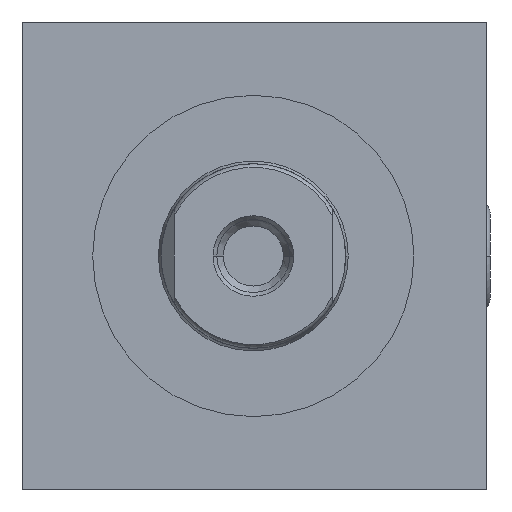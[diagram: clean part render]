
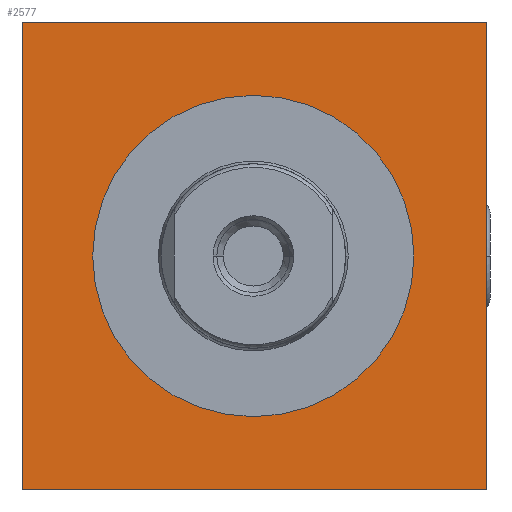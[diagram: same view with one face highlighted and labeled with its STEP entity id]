
A CAD part, left-side view. The second image highlights one B-rep face of the part: STEP entity #2577.
In plain terms, the highlighted planar face has unit normal (-1, 0, 0).
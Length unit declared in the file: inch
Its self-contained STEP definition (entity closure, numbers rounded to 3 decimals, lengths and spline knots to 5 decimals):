
#22=DIRECTION('',(0.,-1.,0.));
#23=VECTOR('',#22,1.99);
#24=CARTESIAN_POINT('',(0.,0.99,1.));
#25=LINE('',#24,#23);
#30=DIRECTION('',(0.,0.,-1.));
#31=VECTOR('',#30,2.);
#32=CARTESIAN_POINT('',(0.,-1.,1.));
#33=LINE('',#32,#31);
#37=DIRECTION('',(0.,1.,0.));
#38=VECTOR('',#37,1.99);
#39=CARTESIAN_POINT('',(0.,-1.,-1.));
#40=LINE('',#39,#38);
#44=DIRECTION('',(0.,0.,1.));
#45=VECTOR('',#44,2.);
#46=CARTESIAN_POINT('',(0.,0.99,-1.));
#47=LINE('',#46,#45);
#51=CARTESIAN_POINT('',(0.,0.,0.));
#52=DIRECTION('',(-1.,0.,0.));
#53=DIRECTION('',(0.,0.,1.));
#54=AXIS2_PLACEMENT_3D('',#51,#52,#53);
#59=CARTESIAN_POINT('',(0.,0.,0.));
#60=DIRECTION('',(-1.,0.,0.));
#61=DIRECTION('',(0.,0.,-1.));
#62=AXIS2_PLACEMENT_3D('',#59,#60,#61);
#2199=CARTESIAN_POINT('',(0.,0.99,1.));
#2200=CARTESIAN_POINT('',(0.,-1.,1.));
#2201=VERTEX_POINT('',#2199);
#2202=VERTEX_POINT('',#2200);
#2203=CARTESIAN_POINT('',(0.,-1.,-1.));
#2204=VERTEX_POINT('',#2203);
#2205=CARTESIAN_POINT('',(0.,0.99,-1.));
#2206=VERTEX_POINT('',#2205);
#2287=CARTESIAN_POINT('',(0.,0.,0.6875));
#2288=CARTESIAN_POINT('',(0.,0.,-0.6875));
#2289=VERTEX_POINT('',#2287);
#2290=VERTEX_POINT('',#2288);
#2556=CARTESIAN_POINT('',(0.,0.,0.));
#2557=DIRECTION('',(1.,0.,0.));
#2558=DIRECTION('',(0.,0.,-1.));
#2559=AXIS2_PLACEMENT_3D('',#2556,#2557,#2558);
#2560=PLANE('',#2559);
#2562=ORIENTED_EDGE('',*,*,#2561,.T.);
#2564=ORIENTED_EDGE('',*,*,#2563,.T.);
#2566=ORIENTED_EDGE('',*,*,#2565,.T.);
#2568=ORIENTED_EDGE('',*,*,#2567,.T.);
#2569=EDGE_LOOP('',(#2562,#2564,#2566,#2568));
#2570=FACE_OUTER_BOUND('',#2569,.F.);
#2572=ORIENTED_EDGE('',*,*,#2571,.T.);
#2574=ORIENTED_EDGE('',*,*,#2573,.T.);
#2575=EDGE_LOOP('',(#2572,#2574));
#2576=FACE_BOUND('',#2575,.F.);
#55=CIRCLE('',#54,0.6875);
#63=CIRCLE('',#62,0.6875);
#2561=EDGE_CURVE('',#2201,#2202,#25,.T.);
#2563=EDGE_CURVE('',#2202,#2204,#33,.T.);
#2565=EDGE_CURVE('',#2204,#2206,#40,.T.);
#2567=EDGE_CURVE('',#2206,#2201,#47,.T.);
#2571=EDGE_CURVE('',#2289,#2290,#55,.T.);
#2573=EDGE_CURVE('',#2290,#2289,#63,.T.);
#2577=ADVANCED_FACE('',(#2570,#2576),#2560,.F.);
